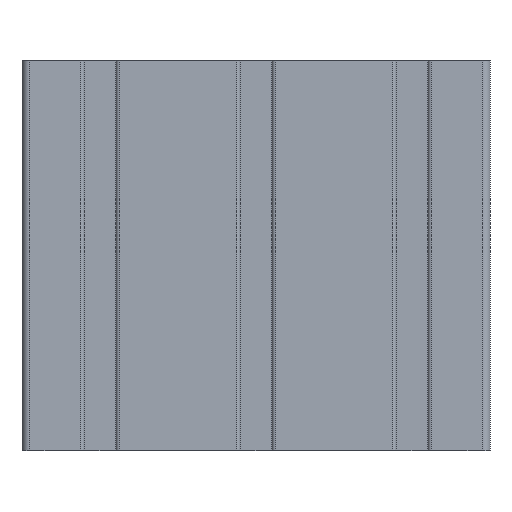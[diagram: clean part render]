
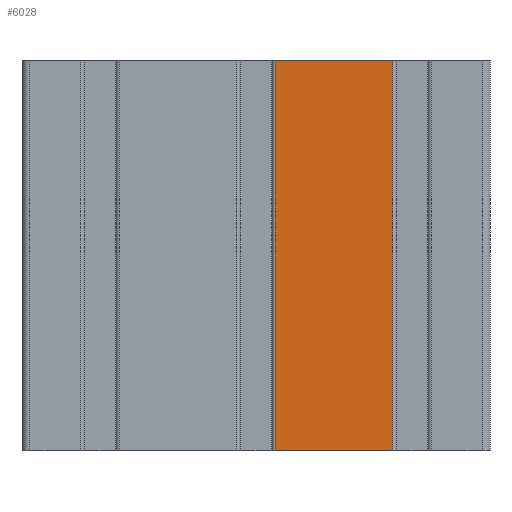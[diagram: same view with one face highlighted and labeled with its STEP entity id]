
A CAD part, front view. The second image highlights one B-rep face of the part: STEP entity #6028.
In plain terms, the highlighted planar face has unit normal (0, -1, 0).
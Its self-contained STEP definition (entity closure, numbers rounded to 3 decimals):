
#183=PLANE('',#6609);
#480=FACE_OUTER_BOUND('',#784,.T.);
#784=EDGE_LOOP('',(#4949,#4950,#4951,#4952));
#1102=LINE('',#9278,#1710);
#1214=LINE('',#9608,#1822);
#1402=LINE('',#10155,#2010);
#1403=LINE('',#10156,#2011);
#1710=VECTOR('',#7487,100.);
#1822=VECTOR('',#7809,100.);
#2010=VECTOR('',#8349,30.);
#2011=VECTOR('',#8350,30.);
#2608=VERTEX_POINT('',#9272);
#2610=VERTEX_POINT('',#9276);
#2721=VERTEX_POINT('',#9604);
#2723=VERTEX_POINT('',#9607);
#3344=EDGE_CURVE('',#2608,#2610,#1102,.T.);
#3507=EDGE_CURVE('',#2721,#2723,#1214,.T.);
#3780=EDGE_CURVE('',#2723,#2610,#1402,.T.);
#3781=EDGE_CURVE('',#2721,#2608,#1403,.T.);
#4949=ORIENTED_EDGE('',*,*,#3344,.T.);
#4950=ORIENTED_EDGE('',*,*,#3780,.F.);
#4951=ORIENTED_EDGE('',*,*,#3507,.F.);
#4952=ORIENTED_EDGE('',*,*,#3781,.T.);
#6028=ADVANCED_FACE('',(#480),#183,.T.);
#6609=AXIS2_PLACEMENT_3D('',#10154,#8347,#8348);
#7487=DIRECTION('',(0.,0.,-1.));
#7809=DIRECTION('',(0.,0.,-1.));
#8347=DIRECTION('center_axis',(0.,-1.,0.));
#8348=DIRECTION('ref_axis',(1.,0.,0.));
#8349=DIRECTION('',(-1.,0.,0.));
#8350=DIRECTION('',(-1.,0.,0.));
#9272=CARTESIAN_POINT('',(5.,-20.,100.));
#9276=CARTESIAN_POINT('',(5.,-20.,0.));
#9278=CARTESIAN_POINT('',(5.,-20.,0.));
#9604=CARTESIAN_POINT('',(35.,-20.,100.));
#9607=CARTESIAN_POINT('',(35.,-20.,0.));
#9608=CARTESIAN_POINT('',(35.,-20.,0.));
#10154=CARTESIAN_POINT('Origin',(-58.,-20.,0.));
#10155=CARTESIAN_POINT('',(-29.,-20.,0.));
#10156=CARTESIAN_POINT('',(-29.,-20.,100.));
